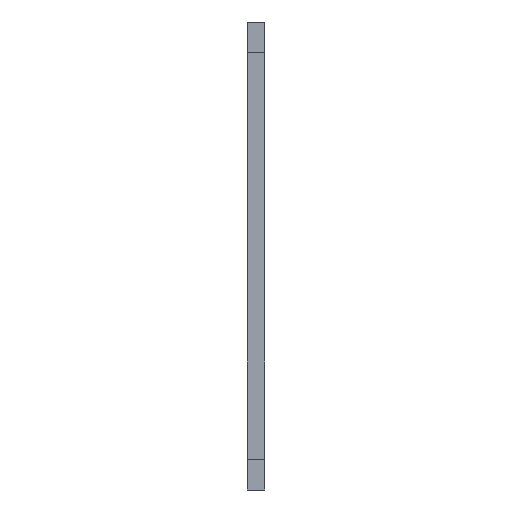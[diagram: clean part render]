
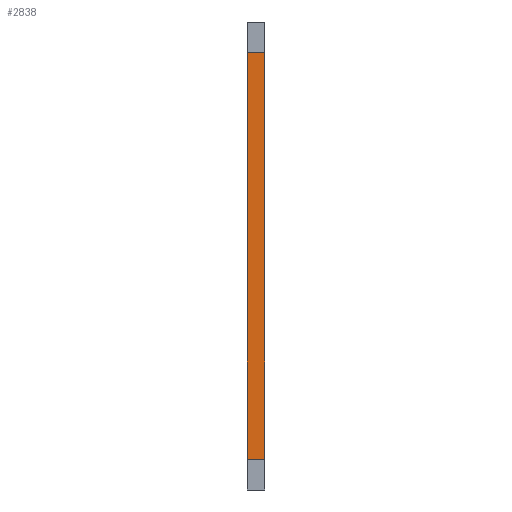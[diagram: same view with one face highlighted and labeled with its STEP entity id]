
A CAD part, left-side view. The second image highlights one B-rep face of the part: STEP entity #2838.
In plain terms, the highlighted planar face has unit normal (-1, 0, 0).
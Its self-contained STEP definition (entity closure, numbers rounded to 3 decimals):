
#24=FACE_OUTER_BOUND('',#170,.T.);
#170=EDGE_LOOP('',(#1995,#1996,#1997,#1998));
#317=LINE('',#3849,#737);
#455=LINE('',#4125,#875);
#456=LINE('',#4127,#876);
#457=LINE('',#4128,#877);
#737=VECTOR('',#3141,10.);
#875=VECTOR('',#3281,1.);
#876=VECTOR('',#3282,1.);
#877=VECTOR('',#3283,10.);
#1157=VERTEX_POINT('',#3846);
#1158=VERTEX_POINT('',#3848);
#1295=VERTEX_POINT('',#4124);
#1296=VERTEX_POINT('',#4126);
#1437=EDGE_CURVE('',#1157,#1158,#317,.T.);
#1575=EDGE_CURVE('',#1157,#1295,#455,.T.);
#1576=EDGE_CURVE('',#1295,#1296,#456,.T.);
#1577=EDGE_CURVE('',#1296,#1158,#457,.T.);
#1995=ORIENTED_EDGE('',*,*,#1575,.T.);
#1996=ORIENTED_EDGE('',*,*,#1576,.T.);
#1997=ORIENTED_EDGE('',*,*,#1577,.T.);
#1998=ORIENTED_EDGE('',*,*,#1437,.F.);
#2696=PLANE('',#2994);
#2838=ADVANCED_FACE('',(#24),#2696,.T.);
#2994=AXIS2_PLACEMENT_3D('',#4123,#3279,#3280);
#3141=DIRECTION('',(0.,0.,-1.));
#3279=DIRECTION('center_axis',(-1.,0.,0.));
#3280=DIRECTION('ref_axis',(0.,0.,-1.));
#3281=DIRECTION('',(0.,1.,0.));
#3282=DIRECTION('',(0.,0.,-1.));
#3283=DIRECTION('',(0.,-1.,0.));
#3846=CARTESIAN_POINT('',(0.,-0.005,44.471));
#3848=CARTESIAN_POINT('',(0.,-0.005,3.139));
#3849=CARTESIAN_POINT('',(0.,-0.005,44.471));
#4123=CARTESIAN_POINT('Origin',(0.,0.908,23.805));
#4124=CARTESIAN_POINT('',(0.,1.815,44.471));
#4125=CARTESIAN_POINT('',(0.,0.,44.471));
#4126=CARTESIAN_POINT('',(0.,1.815,3.139));
#4127=CARTESIAN_POINT('',(0.,1.815,44.471));
#4128=CARTESIAN_POINT('',(0.,0.,3.139));
